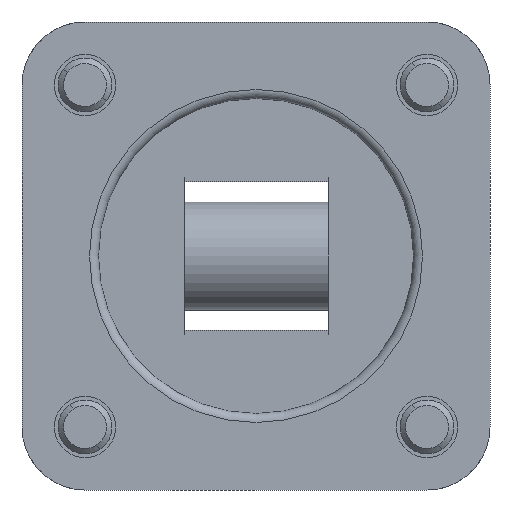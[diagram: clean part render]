
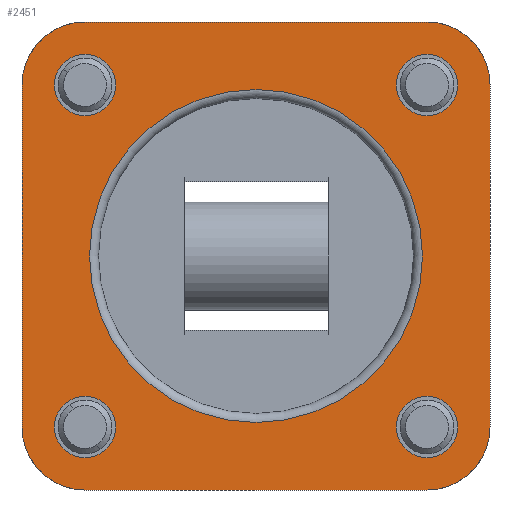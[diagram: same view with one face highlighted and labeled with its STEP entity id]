
A CAD part, front view. The second image highlights one B-rep face of the part: STEP entity #2451.
In plain terms, the highlighted planar face has unit normal (0, -1, 0).
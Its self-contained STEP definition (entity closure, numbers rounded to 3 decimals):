
#223=VECTOR('',#2939,1.);
#224=VECTOR('',#2942,1.);
#225=VECTOR('',#2945,1.);
#226=VECTOR('',#2948,1.);
#372=LINE('',#3670,#223);
#373=LINE('',#3675,#224);
#374=LINE('',#3679,#225);
#375=LINE('',#3683,#226);
#521=PLANE('',#2609);
#638=VERTEX_POINT('',#3665);
#640=VERTEX_POINT('',#3671);
#641=VERTEX_POINT('',#3672);
#642=VERTEX_POINT('',#3674);
#643=VERTEX_POINT('',#3676);
#644=VERTEX_POINT('',#3678);
#645=VERTEX_POINT('',#3680);
#646=VERTEX_POINT('',#3682);
#647=VERTEX_POINT('',#3684);
#648=VERTEX_POINT('',#3687);
#649=VERTEX_POINT('',#3689);
#650=VERTEX_POINT('',#3691);
#651=VERTEX_POINT('',#3693);
#864=CIRCLE('',#2606,18.5);
#866=CIRCLE('',#2610,7.);
#867=CIRCLE('',#2611,7.);
#868=CIRCLE('',#2612,7.);
#869=CIRCLE('',#2613,7.);
#870=CIRCLE('',#2614,3.4);
#871=CIRCLE('',#2615,3.4);
#872=CIRCLE('',#2616,3.4);
#873=CIRCLE('',#2617,3.4);
#1019=EDGE_CURVE('',#638,#638,#864,.T.);
#1021=EDGE_CURVE('',#640,#641,#372,.T.);
#1022=EDGE_CURVE('',#642,#640,#866,.T.);
#1023=EDGE_CURVE('',#643,#642,#373,.T.);
#1024=EDGE_CURVE('',#644,#643,#867,.T.);
#1025=EDGE_CURVE('',#645,#644,#374,.T.);
#1026=EDGE_CURVE('',#646,#645,#868,.T.);
#1027=EDGE_CURVE('',#647,#646,#375,.T.);
#1028=EDGE_CURVE('',#641,#647,#869,.T.);
#1029=EDGE_CURVE('',#648,#648,#870,.T.);
#1030=EDGE_CURVE('',#649,#649,#871,.T.);
#1031=EDGE_CURVE('',#650,#650,#872,.T.);
#1032=EDGE_CURVE('',#651,#651,#873,.T.);
#1361=ORIENTED_EDGE('',*,*,#1021,.F.);
#1362=ORIENTED_EDGE('',*,*,#1022,.F.);
#1363=ORIENTED_EDGE('',*,*,#1023,.F.);
#1364=ORIENTED_EDGE('',*,*,#1024,.F.);
#1365=ORIENTED_EDGE('',*,*,#1025,.F.);
#1366=ORIENTED_EDGE('',*,*,#1026,.F.);
#1367=ORIENTED_EDGE('',*,*,#1027,.F.);
#1368=ORIENTED_EDGE('',*,*,#1028,.F.);
#1369=ORIENTED_EDGE('',*,*,#1029,.T.);
#1370=ORIENTED_EDGE('',*,*,#1030,.T.);
#1371=ORIENTED_EDGE('',*,*,#1031,.T.);
#1372=ORIENTED_EDGE('',*,*,#1032,.T.);
#1373=ORIENTED_EDGE('',*,*,#1019,.F.);
#2039=EDGE_LOOP('',(#1361,#1362,#1363,#1364,#1365,#1366,#1367,#1368));
#2040=EDGE_LOOP('',(#1369));
#2041=EDGE_LOOP('',(#1370));
#2042=EDGE_LOOP('',(#1371));
#2043=EDGE_LOOP('',(#1372));
#2044=EDGE_LOOP('',(#1373));
#2246=FACE_BOUND('',#2039,.T.);
#2247=FACE_BOUND('',#2040,.T.);
#2248=FACE_BOUND('',#2041,.T.);
#2249=FACE_BOUND('',#2042,.T.);
#2250=FACE_BOUND('',#2043,.T.);
#2251=FACE_BOUND('',#2044,.T.);
#2451=ADVANCED_FACE('',(#2246,#2247,#2248,#2249,#2250,#2251),#521,.F.);
#2606=AXIS2_PLACEMENT_3D('',#3664,#2932,#2933);
#2609=AXIS2_PLACEMENT_3D('',#3669,#2938,$);
#2610=AXIS2_PLACEMENT_3D('',#3673,#2940,#2941);
#2611=AXIS2_PLACEMENT_3D('',#3677,#2943,#2944);
#2612=AXIS2_PLACEMENT_3D('',#3681,#2946,#2947);
#2613=AXIS2_PLACEMENT_3D('',#3685,#2949,#2950);
#2614=AXIS2_PLACEMENT_3D('',#3686,#2951,#2952);
#2615=AXIS2_PLACEMENT_3D('',#3688,#2953,#2954);
#2616=AXIS2_PLACEMENT_3D('',#3690,#2955,#2956);
#2617=AXIS2_PLACEMENT_3D('',#3692,#2957,#2958);
#2932=DIRECTION('',(0.,-1.,0.));
#2933=DIRECTION('',(-18.5,0.,0.));
#2938=DIRECTION('',(0.,1.,0.));
#2939=DIRECTION('',(0.,0.,1.));
#2940=DIRECTION('',(0.,1.,0.));
#2941=DIRECTION('',(7.,0.,0.));
#2942=DIRECTION('',(-1.,0.,0.));
#2943=DIRECTION('',(0.,1.,0.));
#2944=DIRECTION('',(7.,0.,0.));
#2945=DIRECTION('',(0.,0.,-1.));
#2946=DIRECTION('',(0.,1.,0.));
#2947=DIRECTION('',(7.,0.,0.));
#2948=DIRECTION('',(1.,0.,0.));
#2949=DIRECTION('',(0.,1.,0.));
#2950=DIRECTION('',(7.,0.,0.));
#2951=DIRECTION('',(0.,1.,0.));
#2952=DIRECTION('',(3.4,0.,0.));
#2953=DIRECTION('',(0.,1.,0.));
#2954=DIRECTION('',(3.4,0.,0.));
#2955=DIRECTION('',(0.,1.,0.));
#2956=DIRECTION('',(3.4,0.,0.));
#2957=DIRECTION('',(0.,1.,0.));
#2958=DIRECTION('',(3.4,0.,0.));
#3664=CARTESIAN_POINT('',(0.,0.,0.));
#3665=CARTESIAN_POINT('',(18.5,0.,0.));
#3669=CARTESIAN_POINT('',(0.,0.,0.));
#3670=CARTESIAN_POINT('',(-26.,0.,-19.));
#3671=CARTESIAN_POINT('',(-26.,0.,-19.));
#3672=CARTESIAN_POINT('',(-26.,0.,19.));
#3673=CARTESIAN_POINT('',(-19.,0.,-19.));
#3674=CARTESIAN_POINT('',(-19.,0.,-26.));
#3675=CARTESIAN_POINT('',(19.,0.,-26.));
#3676=CARTESIAN_POINT('',(19.,0.,-26.));
#3677=CARTESIAN_POINT('',(19.,0.,-19.));
#3678=CARTESIAN_POINT('',(26.,0.,-19.));
#3679=CARTESIAN_POINT('',(26.,0.,19.));
#3680=CARTESIAN_POINT('',(26.,0.,19.));
#3681=CARTESIAN_POINT('',(19.,0.,19.));
#3682=CARTESIAN_POINT('',(19.,0.,26.));
#3683=CARTESIAN_POINT('',(-19.,0.,26.));
#3684=CARTESIAN_POINT('',(-19.,0.,26.));
#3685=CARTESIAN_POINT('',(-19.,0.,19.));
#3686=CARTESIAN_POINT('',(-19.,0.,-19.));
#3687=CARTESIAN_POINT('',(-22.4,0.,-19.));
#3688=CARTESIAN_POINT('',(19.,0.,-19.));
#3689=CARTESIAN_POINT('',(15.6,0.,-19.));
#3690=CARTESIAN_POINT('',(-19.,0.,19.));
#3691=CARTESIAN_POINT('',(-22.4,0.,19.));
#3692=CARTESIAN_POINT('',(19.,0.,19.));
#3693=CARTESIAN_POINT('',(15.6,0.,19.));
